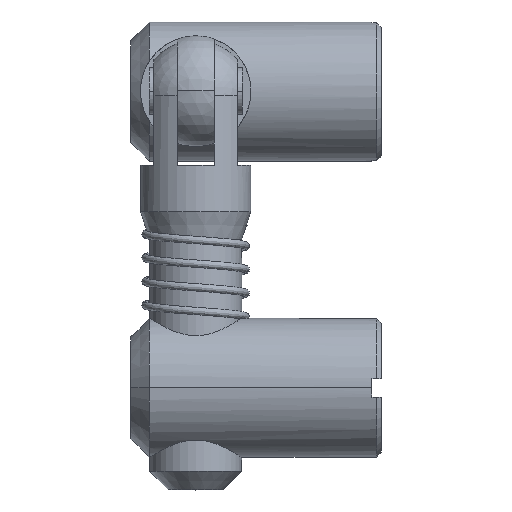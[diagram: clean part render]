
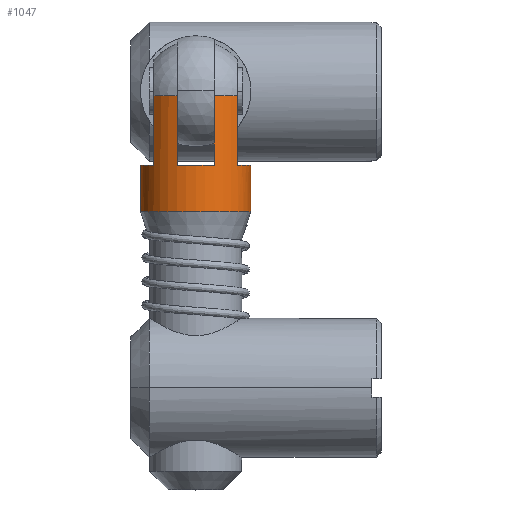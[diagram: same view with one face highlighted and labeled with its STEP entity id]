
A CAD part, top view. The second image highlights one B-rep face of the part: STEP entity #1047.
In plain terms, the highlighted cylindrical face has radius 5.95 mm (diameter 11.9 mm), a partial arc.
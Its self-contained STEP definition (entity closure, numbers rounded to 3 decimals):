
#1047 = ADVANCED_FACE ( 'NONE', ( #4195 ), #4201, .T. ) ;
#4195 = FACE_OUTER_BOUND ( 'NONE', #7220, .T. ) ;
#4201 = CYLINDRICAL_SURFACE ( 'NONE', #8441, 5.95 ) ;
#5303 = CARTESIAN_POINT ( 'NONE',  ( -21.671, 15.916, 12.721 ) ) ;
#5308 = CARTESIAN_POINT ( 'NONE',  ( -30.671, 15.916, 12.721 ) ) ;
#5318 = CARTESIAN_POINT ( 'NONE',  ( -28.171, 15.916, 14.432 ) ) ;
#5319 = CARTESIAN_POINT ( 'NONE',  ( -32.121, 8.416, 8.829 ) ) ;
#5321 = CARTESIAN_POINT ( 'NONE',  ( -24.171, 8.416, 14.432 ) ) ;
#5322 = CARTESIAN_POINT ( 'NONE',  ( -21.671, 8.416, 12.721 ) ) ;
#5328 = CARTESIAN_POINT ( 'NONE',  ( -28.171, 8.416, 14.432 ) ) ;
#5329 = CARTESIAN_POINT ( 'NONE',  ( -20.221, 8.416, 8.829 ) ) ;
#5330 = CARTESIAN_POINT ( 'NONE',  ( -30.671, 8.416, 12.721 ) ) ;
#5331 = CARTESIAN_POINT ( 'NONE',  ( -24.171, 15.916, 14.432 ) ) ;
#5337 = CARTESIAN_POINT ( 'NONE',  ( -32.121, 3.416, 8.829 ) ) ;
#5342 = CARTESIAN_POINT ( 'NONE',  ( -20.221, 3.416, 8.829 ) ) ;
#5546 = AXIS2_PLACEMENT_3D ( 'NONE', #5889, #5890, #5891 ) ;
#5549 = AXIS2_PLACEMENT_3D ( 'NONE', #5953, #5954, #5955 ) ;
#5559 = AXIS2_PLACEMENT_3D ( 'NONE', #6015, #6016, #6017 ) ;
#5562 = AXIS2_PLACEMENT_3D ( 'NONE', #6026, #6027, #6028 ) ;
#5567 = AXIS2_PLACEMENT_3D ( 'NONE', #6065, #6066, #6067 ) ;
#5568 = AXIS2_PLACEMENT_3D ( 'NONE', #6070, #6071, #6072 ) ;
#5591 = CIRCLE ( 'NONE', #5549, 5.95 ) ;
#5605 = LINE ( 'NONE', #5964, #5607 ) ;
#5607 = VECTOR ( 'NONE', #5971, 1000. ) ;
#5615 = CIRCLE ( 'NONE', #5559, 5.95 ) ;
#5619 = CIRCLE ( 'NONE', #5562, 5.95 ) ;
#5621 = LINE ( 'NONE', #6024, #5623 ) ;
#5623 = VECTOR ( 'NONE', #6025, 1000. ) ;
#5626 = LINE ( 'NONE', #6058, #5627 ) ;
#5627 = VECTOR ( 'NONE', #6059, 1000. ) ;
#5628 = CIRCLE ( 'NONE', #5567, 5.95 ) ;
#5629 = CIRCLE ( 'NONE', #5568, 5.95 ) ;
#5647 = LINE ( 'NONE', #6131, #5648 ) ;
#5648 = VECTOR ( 'NONE', #6132, 1000. ) ;
#5787 = DIRECTION ( 'NONE',  ( 0., 1., 0. ) ) ;
#5791 = CARTESIAN_POINT ( 'NONE',  ( -32.121, 21.866, 8.829 ) ) ;
#5883 = DIRECTION ( 'NONE',  ( 0., -1., 0. ) ) ;
#5889 = CARTESIAN_POINT ( 'NONE',  ( -26.171, 8.416, 8.829 ) ) ;
#5890 = DIRECTION ( 'NONE',  ( 0., 1., 0. ) ) ;
#5891 = DIRECTION ( 'NONE',  ( 0., 0., 1. ) ) ;
#5917 = CARTESIAN_POINT ( 'NONE',  ( -24.171, 21.866, 14.432 ) ) ;
#5953 = CARTESIAN_POINT ( 'NONE',  ( -26.171, 15.916, 8.829 ) ) ;
#5954 = DIRECTION ( 'NONE',  ( 0., 1., 0. ) ) ;
#5955 = DIRECTION ( 'NONE',  ( -1., 0., 0. ) ) ;
#5964 = CARTESIAN_POINT ( 'NONE',  ( -21.671, 21.866, 12.721 ) ) ;
#5971 = DIRECTION ( 'NONE',  ( 0., 1., 0. ) ) ;
#6015 = CARTESIAN_POINT ( 'NONE',  ( -26.171, 8.416, 8.829 ) ) ;
#6016 = DIRECTION ( 'NONE',  ( 0., -1., 0. ) ) ;
#6017 = DIRECTION ( 'NONE',  ( 0., 0., 1. ) ) ;
#6024 = CARTESIAN_POINT ( 'NONE',  ( -28.171, 21.866, 14.432 ) ) ;
#6025 = DIRECTION ( 'NONE',  ( 0., 1., 0. ) ) ;
#6026 = CARTESIAN_POINT ( 'NONE',  ( -26.171, 15.916, 8.829 ) ) ;
#6027 = DIRECTION ( 'NONE',  ( 0., 1., 0. ) ) ;
#6028 = DIRECTION ( 'NONE',  ( -1., 0., 0. ) ) ;
#6058 = CARTESIAN_POINT ( 'NONE',  ( -30.671, 21.866, 12.721 ) ) ;
#6059 = DIRECTION ( 'NONE',  ( 0., 1., 0. ) ) ;
#6065 = CARTESIAN_POINT ( 'NONE',  ( -26.171, 3.416, 8.829 ) ) ;
#6066 = DIRECTION ( 'NONE',  ( 0., 1., 0. ) ) ;
#6067 = DIRECTION ( 'NONE',  ( -1., 0., 0. ) ) ;
#6070 = CARTESIAN_POINT ( 'NONE',  ( -26.171, 8.416, 8.829 ) ) ;
#6071 = DIRECTION ( 'NONE',  ( 0., 1., 0. ) ) ;
#6072 = DIRECTION ( 'NONE',  ( 0., 0., 1. ) ) ;
#6131 = CARTESIAN_POINT ( 'NONE',  ( -20.221, 21.866, 8.829 ) ) ;
#6132 = DIRECTION ( 'NONE',  ( 0., 1., 0. ) ) ;
#6854 = LINE ( 'NONE', #5791, #6873 ) ;
#6873 = VECTOR ( 'NONE', #5787, 1000. ) ;
#6910 = CIRCLE ( 'NONE', #5546, 5.95 ) ;
#6917 = LINE ( 'NONE', #5917, #6918 ) ;
#6918 = VECTOR ( 'NONE', #5883, 1000. ) ;
#7220 = EDGE_LOOP ( 'NONE', ( #12113, #11740, #11730, #11726, #12127, #12128, #12124, #12126, #12122, #12123, #12114, #12121 ) ) ;
#8441 = AXIS2_PLACEMENT_3D ( 'NONE', #11878, #11877, #11873 ) ;
#11726 = ORIENTED_EDGE ( 'NONE', *, *, #12981, .T. ) ;
#11730 = ORIENTED_EDGE ( 'NONE', *, *, #13001, .F. ) ;
#11740 = ORIENTED_EDGE ( 'NONE', *, *, #13013, .T. ) ;
#11873 = DIRECTION ( 'NONE',  ( -1., 0., 0. ) ) ;
#11877 = DIRECTION ( 'NONE',  ( 0., 1., 0. ) ) ;
#11878 = CARTESIAN_POINT ( 'NONE',  ( -26.171, 21.866, 8.829 ) ) ;
#12113 = ORIENTED_EDGE ( 'NONE', *, *, #13000, .T. ) ;
#12114 = ORIENTED_EDGE ( 'NONE', *, *, #12989, .T. ) ;
#12121 = ORIENTED_EDGE ( 'NONE', *, *, #12933, .F. ) ;
#12122 = ORIENTED_EDGE ( 'NONE', *, *, #12971, .F. ) ;
#12123 = ORIENTED_EDGE ( 'NONE', *, *, #12998, .F. ) ;
#12124 = ORIENTED_EDGE ( 'NONE', *, *, #12963, .F. ) ;
#12126 = ORIENTED_EDGE ( 'NONE', *, *, #12994, .T. ) ;
#12127 = ORIENTED_EDGE ( 'NONE', *, *, #12992, .F. ) ;
#12128 = ORIENTED_EDGE ( 'NONE', *, *, #12967, .T. ) ;
#12815 = VERTEX_POINT ( 'NONE', #5303 ) ;
#12820 = VERTEX_POINT ( 'NONE', #5308 ) ;
#12830 = VERTEX_POINT ( 'NONE', #5318 ) ;
#12831 = VERTEX_POINT ( 'NONE', #5319 ) ;
#12833 = VERTEX_POINT ( 'NONE', #5321 ) ;
#12834 = VERTEX_POINT ( 'NONE', #5322 ) ;
#12840 = VERTEX_POINT ( 'NONE', #5328 ) ;
#12841 = VERTEX_POINT ( 'NONE', #5329 ) ;
#12842 = VERTEX_POINT ( 'NONE', #5330 ) ;
#12843 = VERTEX_POINT ( 'NONE', #5331 ) ;
#12849 = VERTEX_POINT ( 'NONE', #5337 ) ;
#12854 = VERTEX_POINT ( 'NONE', #5342 ) ;
#12933 = EDGE_CURVE ( 'NONE', #12849, #12831, #6854, .T. ) ;
#12963 = EDGE_CURVE ( 'NONE', #12840, #12833, #6910, .T. ) ;
#12967 = EDGE_CURVE ( 'NONE', #12843, #12833, #6917, .T. ) ;
#12971 = EDGE_CURVE ( 'NONE', #12820, #12830, #5591, .T. ) ;
#12981 = EDGE_CURVE ( 'NONE', #12834, #12815, #5605, .T. ) ;
#12989 = EDGE_CURVE ( 'NONE', #12842, #12831, #5615, .T. ) ;
#12992 = EDGE_CURVE ( 'NONE', #12843, #12815, #5619, .T. ) ;
#12994 = EDGE_CURVE ( 'NONE', #12840, #12830, #5621, .T. ) ;
#12998 = EDGE_CURVE ( 'NONE', #12842, #12820, #5626, .T. ) ;
#13000 = EDGE_CURVE ( 'NONE', #12849, #12854, #5628, .T. ) ;
#13001 = EDGE_CURVE ( 'NONE', #12834, #12841, #5629, .T. ) ;
#13013 = EDGE_CURVE ( 'NONE', #12854, #12841, #5647, .T. ) ;
